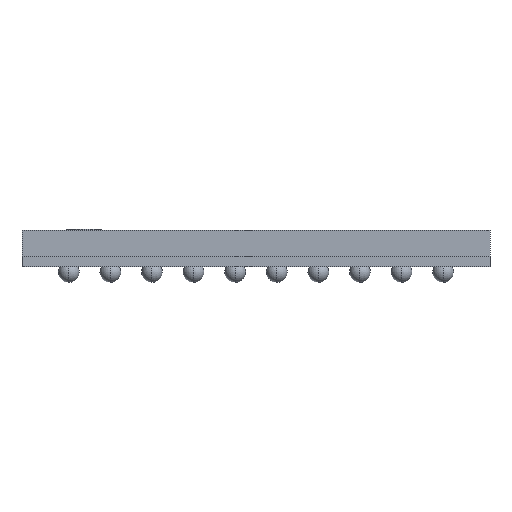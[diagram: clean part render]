
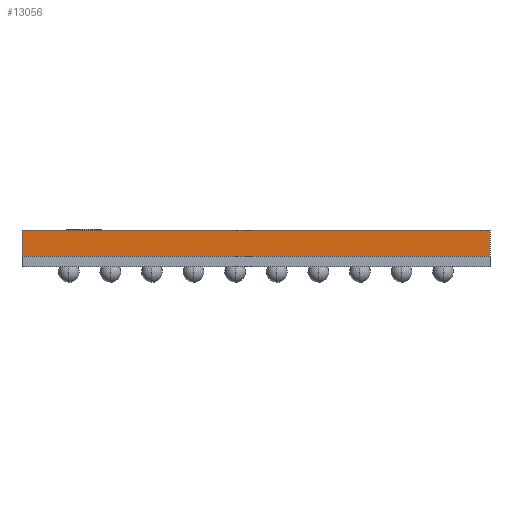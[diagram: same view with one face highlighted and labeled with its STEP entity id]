
A CAD part, left-side view. The second image highlights one B-rep face of the part: STEP entity #13056.
In plain terms, the highlighted planar face has unit normal (-1, 0, 0).
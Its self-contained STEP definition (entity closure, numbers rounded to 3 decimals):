
#246 = EDGE_CURVE ( 'NONE', #15933, #15621, #10734, .T. ) ;
#772 = VERTEX_POINT ( 'NONE', #2091 ) ;
#1772 = LINE ( 'NONE', #14169, #11321 ) ;
#2091 = CARTESIAN_POINT ( 'NONE',  ( -4.5, 4.5, 0. ) ) ;
#3196 = VECTOR ( 'NONE', #5477, 1000. ) ;
#3675 = VECTOR ( 'NONE', #12958, 1000. ) ;
#3705 = VERTEX_POINT ( 'NONE', #11691 ) ;
#4181 = DIRECTION ( 'NONE',  ( 1., 0., 0. ) ) ;
#4184 = DIRECTION ( 'NONE',  ( 0., 0., -1. ) ) ;
#4523 = EDGE_LOOP ( 'NONE', ( #19499, #8826, #4810, #7972 ) ) ;
#4810 = ORIENTED_EDGE ( 'NONE', *, *, #246, .F. ) ;
#5477 = DIRECTION ( 'NONE',  ( 0., -1., 0. ) ) ;
#5665 = DIRECTION ( 'NONE',  ( 0., 0., -1. ) ) ;
#6123 = PLANE ( 'NONE',  #11336 ) ;
#7893 = LINE ( 'NONE', #21768, #3675 ) ;
#7972 = ORIENTED_EDGE ( 'NONE', *, *, #9249, .T. ) ;
#8826 = ORIENTED_EDGE ( 'NONE', *, *, #12687, .F. ) ;
#9249 = EDGE_CURVE ( 'NONE', #15933, #772, #7893, .T. ) ;
#10734 = LINE ( 'NONE', #21200, #3196 ) ;
#11321 = VECTOR ( 'NONE', #17642, 1000. ) ;
#11336 = AXIS2_PLACEMENT_3D ( 'NONE', #19896, #4181, #5665 ) ;
#11691 = CARTESIAN_POINT ( 'NONE',  ( -4.5, -4.5, 0. ) ) ;
#12687 = EDGE_CURVE ( 'NONE', #15621, #3705, #14632, .T. ) ;
#12799 = FACE_OUTER_BOUND ( 'NONE', #4523, .T. ) ;
#12958 = DIRECTION ( 'NONE',  ( 0., 0., -1. ) ) ;
#12974 = EDGE_CURVE ( 'NONE', #772, #3705, #1772, .T. ) ;
#13056 = ADVANCED_FACE ( 'NONE', ( #12799 ), #6123, .F. ) ;
#14169 = CARTESIAN_POINT ( 'NONE',  ( -4.5, -4.5, 0. ) ) ;
#14632 = LINE ( 'NONE', #19899, #16829 ) ;
#15621 = VERTEX_POINT ( 'NONE', #22660 ) ;
#15933 = VERTEX_POINT ( 'NONE', #21121 ) ;
#16829 = VECTOR ( 'NONE', #4184, 1000. ) ;
#17642 = DIRECTION ( 'NONE',  ( 0., -1., 0. ) ) ;
#19499 = ORIENTED_EDGE ( 'NONE', *, *, #12974, .T. ) ;
#19896 = CARTESIAN_POINT ( 'NONE',  ( -4.5, -4.5, 0.5 ) ) ;
#19899 = CARTESIAN_POINT ( 'NONE',  ( -4.5, -4.5, 0.5 ) ) ;
#21121 = CARTESIAN_POINT ( 'NONE',  ( -4.5, 4.5, 0.5 ) ) ;
#21200 = CARTESIAN_POINT ( 'NONE',  ( -4.5, -4.5, 0.5 ) ) ;
#21768 = CARTESIAN_POINT ( 'NONE',  ( -4.5, 4.5, 0.5 ) ) ;
#22660 = CARTESIAN_POINT ( 'NONE',  ( -4.5, -4.5, 0.5 ) ) ;
